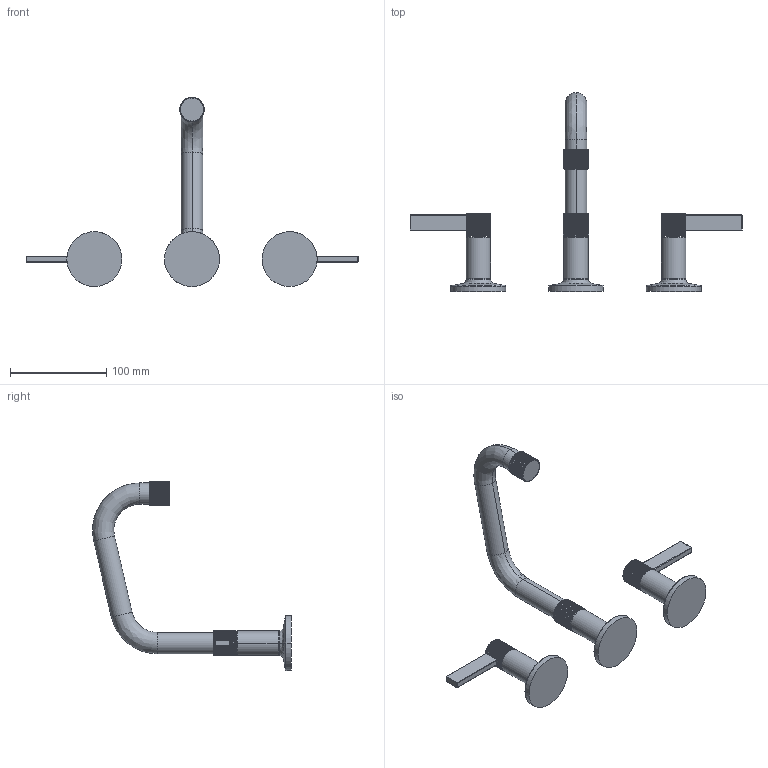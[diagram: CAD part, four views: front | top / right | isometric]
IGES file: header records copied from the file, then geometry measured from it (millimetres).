
Start section:  PTC IGES file: 3230.igs
Global section: file name: 3230.igs; native system: Creo Parametric by PTC Inc.; preprocessor: 2018400; author: jinson.thomas; organization: Unknown; date: 20201130.113345; units: inch
Bounding box: 345.44 x 206.85 x 196.85 mm (x, y, z)
Volume: 295860.6 mm3; surface area: 67717.4 mm2
Topology: 3 solids, 3 shells, 970 faces, 2769 edges, 1805 vertices
Faces by surface type: bspline 572, revolution 398
